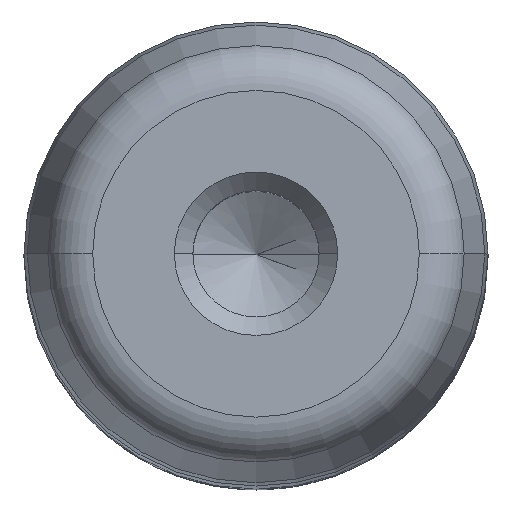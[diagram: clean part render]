
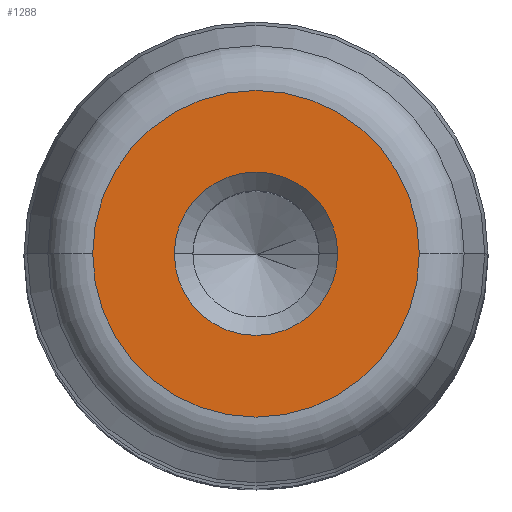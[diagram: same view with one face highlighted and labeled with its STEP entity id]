
A CAD part, top view. The second image highlights one B-rep face of the part: STEP entity #1288.
In plain terms, the highlighted planar face has unit normal (0, 0, 1).
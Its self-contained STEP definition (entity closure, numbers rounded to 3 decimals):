
#86 = VERTEX_POINT ( 'NONE', #2797 ) ;
#91 = CIRCLE ( 'NONE', #1439, 8.799 ) ;
#99 = ORIENTED_EDGE ( 'NONE', *, *, #2014, .T. ) ;
#199 = CARTESIAN_POINT ( 'NONE',  ( 0., 0., 140. ) ) ;
#206 = DIRECTION ( 'NONE',  ( 0., 0., -1. ) ) ;
#214 = EDGE_LOOP ( 'NONE', ( #99, #1080 ) ) ;
#386 = AXIS2_PLACEMENT_3D ( 'NONE', #199, #206, #2674 ) ;
#569 = CARTESIAN_POINT ( 'NONE',  ( 0., 0., 140. ) ) ;
#766 = DIRECTION ( 'NONE',  ( 0., 0., -1. ) ) ;
#921 = VERTEX_POINT ( 'NONE', #2738 ) ;
#1018 = FACE_OUTER_BOUND ( 'NONE', #2393, .T. ) ;
#1080 = ORIENTED_EDGE ( 'NONE', *, *, #1681, .T. ) ;
#1167 = DIRECTION ( 'NONE',  ( 0., 0., -1. ) ) ;
#1201 = VERTEX_POINT ( 'NONE', #2268 ) ;
#1288 = ADVANCED_FACE ( 'NONE', ( #1449, #1018 ), #2767, .T. ) ;
#1305 = DIRECTION ( 'NONE',  ( 0., 0., 1. ) ) ;
#1397 = CARTESIAN_POINT ( 'NONE',  ( 0., 0., 140. ) ) ;
#1439 = AXIS2_PLACEMENT_3D ( 'NONE', #1740, #1728, #2209 ) ;
#1449 = FACE_BOUND ( 'NONE', #214, .T. ) ;
#1538 = AXIS2_PLACEMENT_3D ( 'NONE', #1397, #1167, #1645 ) ;
#1539 = DIRECTION ( 'NONE',  ( 1., 0., 0. ) ) ;
#1550 = CARTESIAN_POINT ( 'NONE',  ( -8.799, 0., 140. ) ) ;
#1601 = CIRCLE ( 'NONE', #1538, 4.4 ) ;
#1645 = DIRECTION ( 'NONE',  ( 1., 0., 0. ) ) ;
#1681 = EDGE_CURVE ( 'NONE', #86, #1201, #1601, .T. ) ;
#1704 = EDGE_CURVE ( 'NONE', #921, #2340, #91, .T. ) ;
#1728 = DIRECTION ( 'NONE',  ( 0., 0., -1. ) ) ;
#1740 = CARTESIAN_POINT ( 'NONE',  ( 0., 0., 140. ) ) ;
#1971 = DIRECTION ( 'NONE',  ( -1., 0., 0. ) ) ;
#2014 = EDGE_CURVE ( 'NONE', #1201, #86, #2769, .T. ) ;
#2095 = AXIS2_PLACEMENT_3D ( 'NONE', #569, #1305, #1539 ) ;
#2209 = DIRECTION ( 'NONE',  ( -1., 0., 0. ) ) ;
#2228 = CARTESIAN_POINT ( 'NONE',  ( 0., 0., 140. ) ) ;
#2268 = CARTESIAN_POINT ( 'NONE',  ( 4.4, 0., 140. ) ) ;
#2270 = CIRCLE ( 'NONE', #2325, 8.799 ) ;
#2325 = AXIS2_PLACEMENT_3D ( 'NONE', #2228, #766, #1971 ) ;
#2340 = VERTEX_POINT ( 'NONE', #1550 ) ;
#2393 = EDGE_LOOP ( 'NONE', ( #3060, #2856 ) ) ;
#2571 = EDGE_CURVE ( 'NONE', #2340, #921, #2270, .T. ) ;
#2674 = DIRECTION ( 'NONE',  ( 1., 0., 0. ) ) ;
#2738 = CARTESIAN_POINT ( 'NONE',  ( 8.799, 0., 140. ) ) ;
#2767 = PLANE ( 'NONE',  #2095 ) ;
#2769 = CIRCLE ( 'NONE', #386, 4.4 ) ;
#2797 = CARTESIAN_POINT ( 'NONE',  ( -4.4, 0., 140. ) ) ;
#2856 = ORIENTED_EDGE ( 'NONE', *, *, #1704, .F. ) ;
#3060 = ORIENTED_EDGE ( 'NONE', *, *, #2571, .F. ) ;
